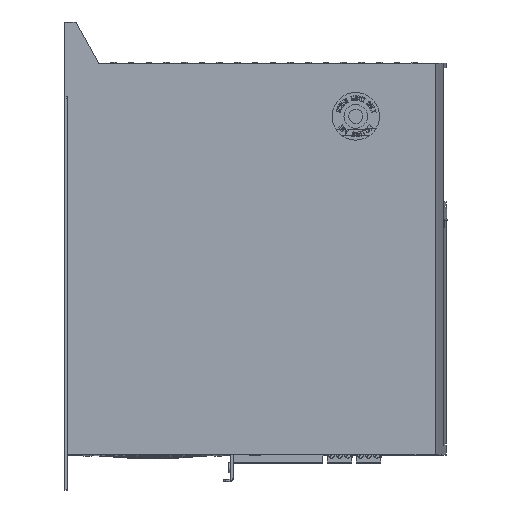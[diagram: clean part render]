
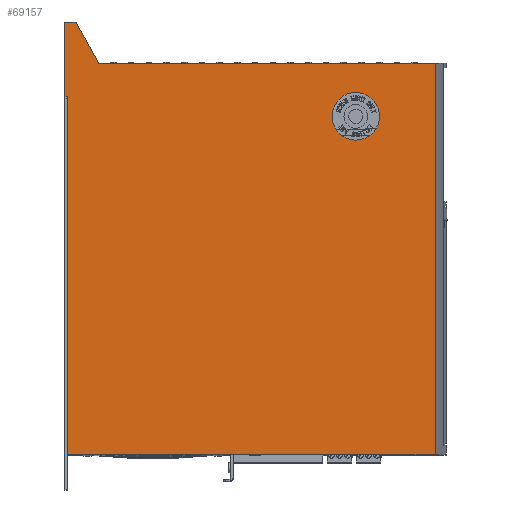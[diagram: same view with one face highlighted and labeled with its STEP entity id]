
A CAD part, top view. The second image highlights one B-rep face of the part: STEP entity #69157.
In plain terms, the highlighted face is planar.
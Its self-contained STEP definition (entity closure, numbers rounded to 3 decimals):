
#13808=DIRECTION('',(0.,0.,1.));
#13809=VECTOR('',#13808,212.308);
#13810=CARTESIAN_POINT('',(-97.5,0.,-202.825));
#13811=LINE('',#13810,#13809);
#16925=DIRECTION('',(0.,0.,1.));
#16926=VECTOR('',#16925,231.983);
#16927=CARTESIAN_POINT('',(-97.5,-247.,-222.5));
#16928=LINE('',#16927,#16926);
#26612=CARTESIAN_POINT('',(-97.5,-33.5,-40.5));
#26613=DIRECTION('',(-1.,0.,0.));
#26614=DIRECTION('',(0.,-1.,0.));
#26615=AXIS2_PLACEMENT_3D('',#26612,#26613,#26614);
#26620=CARTESIAN_POINT('',(-97.5,-33.5,-40.5));
#26621=DIRECTION('',(-1.,0.,0.));
#26622=DIRECTION('',(0.,1.,0.));
#26623=AXIS2_PLACEMENT_3D('',#26620,#26621,#26622);
#26628=DIRECTION('',(0.,0.874,-0.486));
#26629=VECTOR('',#26628,29.175);
#26630=CARTESIAN_POINT('',(-97.5,0.5,-202.825));
#26631=LINE('',#26630,#26629);
#26635=DIRECTION('',(0.,1.,0.));
#26636=VECTOR('',#26635,0.5);
#26637=CARTESIAN_POINT('',(-97.5,0.,-202.825));
#26638=LINE('',#26637,#26636);
#26642=DIRECTION('',(0.,1.,0.));
#26643=VECTOR('',#26642,226.);
#26644=CARTESIAN_POINT('',(-97.5,-247.,-222.5));
#26645=LINE('',#26644,#26643);
#26649=DIRECTION('',(0.,0.,1.));
#26650=VECTOR('',#26649,1.5);
#26651=CARTESIAN_POINT('',(-97.5,-21.,-224.));
#26652=LINE('',#26651,#26650);
#26656=DIRECTION('',(0.,1.,0.));
#26657=VECTOR('',#26656,47.);
#26658=CARTESIAN_POINT('',(-97.5,-21.,-224.));
#26659=LINE('',#26658,#26657);
#37288=DIRECTION('',(0.,0.,-1.));
#37289=VECTOR('',#37288,7.);
#37290=CARTESIAN_POINT('',(-97.5,26.,-217.));
#37291=LINE('',#37290,#37289);
#40779=DIRECTION('',(0.,-1.,0.));
#40780=VECTOR('',#40779,247.);
#40781=CARTESIAN_POINT('',(-97.5,0.,9.483));
#40782=LINE('',#40781,#40780);
#52233=CARTESIAN_POINT('',(-97.5,0.,9.483));
#52234=CARTESIAN_POINT('',(-97.5,-247.,9.483));
#52235=VERTEX_POINT('',#52233);
#52236=VERTEX_POINT('',#52234);
#52735=CARTESIAN_POINT('',(-97.5,26.,-224.));
#52737=VERTEX_POINT('',#52735);
#53920=CARTESIAN_POINT('',(-97.5,-21.,-224.));
#53922=VERTEX_POINT('',#53920);
#53923=CARTESIAN_POINT('',(-97.5,-247.,-222.5));
#53924=CARTESIAN_POINT('',(-97.5,-21.,-222.5));
#53925=VERTEX_POINT('',#53923);
#53926=VERTEX_POINT('',#53924);
#56253=CARTESIAN_POINT('',(-97.5,0.5,-202.825));
#56254=CARTESIAN_POINT('',(-97.5,26.,-217.));
#56255=VERTEX_POINT('',#56253);
#56256=VERTEX_POINT('',#56254);
#56269=CARTESIAN_POINT('',(-97.5,0.,-202.825));
#56270=VERTEX_POINT('',#56269);
#56605=CARTESIAN_POINT('',(-97.5,-48.5,-40.5));
#56606=CARTESIAN_POINT('',(-97.5,-18.5,-40.5));
#56607=VERTEX_POINT('',#56605);
#56608=VERTEX_POINT('',#56606);
#69131=CARTESIAN_POINT('',(-97.5,0.,-224.));
#69132=DIRECTION('',(-1.,0.,0.));
#69133=DIRECTION('',(0.,0.,1.));
#69134=AXIS2_PLACEMENT_3D('',#69131,#69132,#69133);
#69135=PLANE('',#69134);
#69137=ORIENTED_EDGE('',*,*,#69136,.F.);
#69139=ORIENTED_EDGE('',*,*,#69138,.F.);
#69141=ORIENTED_EDGE('',*,*,#69140,.F.);
#69142=ORIENTED_EDGE('',*,*,#59981,.T.);
#69144=ORIENTED_EDGE('',*,*,#69143,.T.);
#69145=ORIENTED_EDGE('',*,*,#61741,.F.);
#69146=ORIENTED_EDGE('',*,*,#61560,.T.);
#69147=ORIENTED_EDGE('',*,*,#69106,.F.);
#69148=ORIENTED_EDGE('',*,*,#69080,.T.);
#69149=EDGE_LOOP('',(#69137,#69139,#69141,#69142,#69144,#69145,#69146,#69147,
#69148));
#69150=FACE_OUTER_BOUND('',#69149,.F.);
#69152=ORIENTED_EDGE('',*,*,#69151,.T.);
#69154=ORIENTED_EDGE('',*,*,#69153,.T.);
#69155=EDGE_LOOP('',(#69152,#69154));
#69156=FACE_BOUND('',#69155,.F.);
#69157=ADVANCED_FACE('',(#69150,#69156),#69135,.T.);
#26616=CIRCLE('',#26615,15.);
#26624=CIRCLE('',#26623,15.);
#59981=EDGE_CURVE('',#56270,#52235,#13811,.T.);
#61560=EDGE_CURVE('',#53925,#53926,#26645,.T.);
#61741=EDGE_CURVE('',#53925,#52236,#16928,.T.);
#69080=EDGE_CURVE('',#53922,#52737,#26659,.T.);
#69106=EDGE_CURVE('',#53922,#53926,#26652,.T.);
#69136=EDGE_CURVE('',#56256,#52737,#37291,.T.);
#69138=EDGE_CURVE('',#56255,#56256,#26631,.T.);
#69140=EDGE_CURVE('',#56270,#56255,#26638,.T.);
#69143=EDGE_CURVE('',#52235,#52236,#40782,.T.);
#69151=EDGE_CURVE('',#56607,#56608,#26616,.T.);
#69153=EDGE_CURVE('',#56608,#56607,#26624,.T.);
